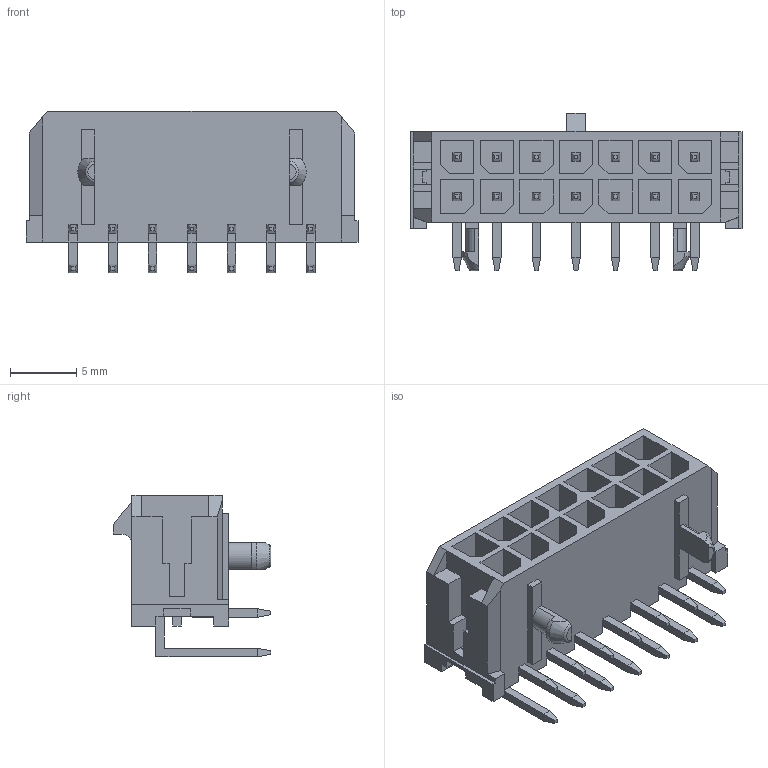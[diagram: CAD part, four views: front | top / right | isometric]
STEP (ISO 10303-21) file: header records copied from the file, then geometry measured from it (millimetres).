
FILE_DESCRIPTION((''),'2;1');
FILE_NAME('430451401','2016-02-03T',('me'),(''),'PRO/ENGINEER BY PARAMETRIC TECHNOLOGY CORPORATION, 2011490','PRO/ENGINEER BY PARAMETRIC TECHNOLOGY CORPORATION, 2011490','');
FILE_SCHEMA(('CONFIG_CONTROL_DESIGN'));
Length unit declared in the file: millimetre
Products named in the file (1): 430451401
Bounding box: 25.15 x 11.95 x 12.24 mm (x, y, z)
Volume: 1032.5 mm3; surface area: 2447.9 mm2
Topology: 1 solids, 1 shells, 633 faces, 1611 edges, 1015 vertices
Faces by surface type: plane 624, cylinder 5, cone 2, torus 2
Entity records: 18500 total; most frequent: CARTESIAN_POINT 3306, ORIENTED_EDGE 3152, DIRECTION 2915, EDGE_CURVE 1576, VECTOR 1551, LINE 1551, VERTEX_POINT 977, AXIS2_PLACEMENT_3D 682
